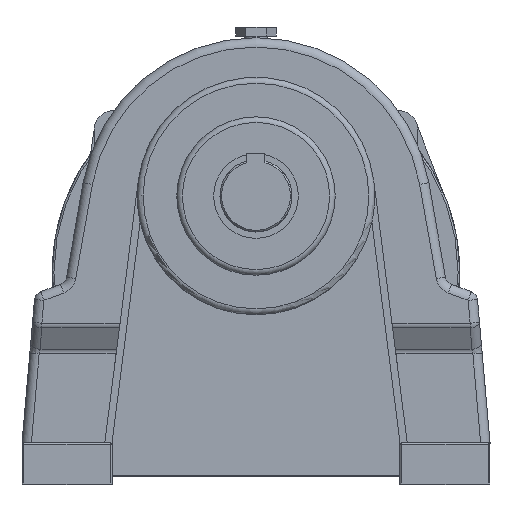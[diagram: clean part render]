
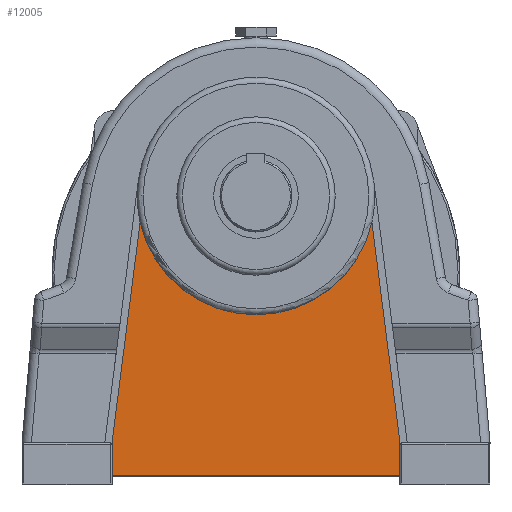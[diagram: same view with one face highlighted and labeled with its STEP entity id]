
A CAD part, top view. The second image highlights one B-rep face of the part: STEP entity #12005.
In plain terms, the highlighted planar face has unit normal (0, 0, 1).
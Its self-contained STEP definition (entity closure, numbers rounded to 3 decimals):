
#80=PLANE($,#12826);
#643=LINE($,#17459,#1972);
#663=LINE($,#17509,#1992);
#676=LINE($,#17536,#2005);
#760=LINE($,#17891,#2089);
#763=LINE($,#17898,#2092);
#1972=VECTOR($,#13901,160.);
#1992=VECTOR($,#13937,18.4);
#2005=VECTOR($,#13956,18.4);
#2089=VECTOR($,#14234,123.478);
#2092=VECTOR($,#14243,123.478);
#3574=FACE_OUTER_BOUND($,#4318,.T.);
#4318=EDGE_LOOP($,(#8742,#8743,#8744,#8745,#8746,#8747));
#5167=CIRCLE($,#12824,66.);
#5513=VERTEX_POINT($,#17456);
#5514=VERTEX_POINT($,#17458);
#5536=VERTEX_POINT($,#17507);
#5547=VERTEX_POINT($,#17535);
#5627=VERTEX_POINT($,#17890);
#5628=VERTEX_POINT($,#17894);
#6676=EDGE_CURVE($,#5514,#5513,#643,.T.);
#6701=EDGE_CURVE($,#5513,#5536,#663,.T.);
#6715=EDGE_CURVE($,#5547,#5514,#676,.T.);
#6853=EDGE_CURVE($,#5627,#5547,#760,.T.);
#6855=EDGE_CURVE($,#5628,#5627,#5167,.T.);
#6857=EDGE_CURVE($,#5536,#5628,#763,.T.);
#8742=ORIENTED_EDGE($,*,*,#6715,.T.);
#8743=ORIENTED_EDGE($,*,*,#6676,.T.);
#8744=ORIENTED_EDGE($,*,*,#6701,.T.);
#8745=ORIENTED_EDGE($,*,*,#6857,.T.);
#8746=ORIENTED_EDGE($,*,*,#6855,.T.);
#8747=ORIENTED_EDGE($,*,*,#6853,.T.);
#12005=ADVANCED_FACE($,(#3574),#80,.T.);
#12824=AXIS2_PLACEMENT_3D($,#17895,#14238,#14239);
#12826=AXIS2_PLACEMENT_3D($,#17899,#14244,#14245);
#13901=DIRECTION($,(1.,0.,0.));
#13937=DIRECTION($,(0.,1.,0.));
#13956=DIRECTION($,(0.,-1.,0.));
#14234=DIRECTION($,(-0.126,-0.992,0.));
#14238=DIRECTION('center_axis',(0.,0.,-1.));
#14239=DIRECTION('ref_axis',(1.,0.,0.));
#14243=DIRECTION($,(-0.126,0.992,0.));
#14244=DIRECTION('center_axis',(0.,0.,1.));
#14245=DIRECTION('ref_axis',(1.,0.,0.));
#17456=CARTESIAN_POINT('',(80.,-155.4,-14.022));
#17458=CARTESIAN_POINT('',(-80.,-155.4,-14.022));
#17459=CARTESIAN_POINT($,(-80.,-155.4,-14.022));
#17507=CARTESIAN_POINT('',(80.,-137.,-14.022));
#17509=CARTESIAN_POINT($,(80.,-155.4,-14.022));
#17535=CARTESIAN_POINT('',(-80.,-137.,-14.022));
#17536=CARTESIAN_POINT($,(-80.,-137.,-14.022));
#17890=CARTESIAN_POINT('',(-64.384,-14.513,-14.022));
#17891=CARTESIAN_POINT($,(-64.384,-14.513,-14.022));
#17894=CARTESIAN_POINT('',(64.384,-14.513,-14.022));
#17895=CARTESIAN_POINT('Origin',(0.,0.,-14.022));
#17898=CARTESIAN_POINT($,(80.,-137.,-14.022));
#17899=CARTESIAN_POINT('Origin',(0.,0.,-14.022));
